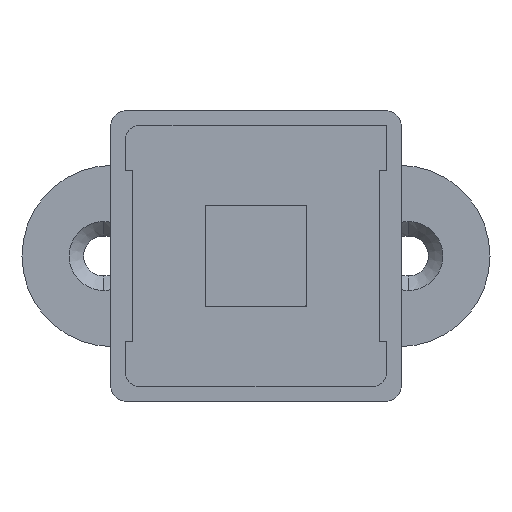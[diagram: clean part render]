
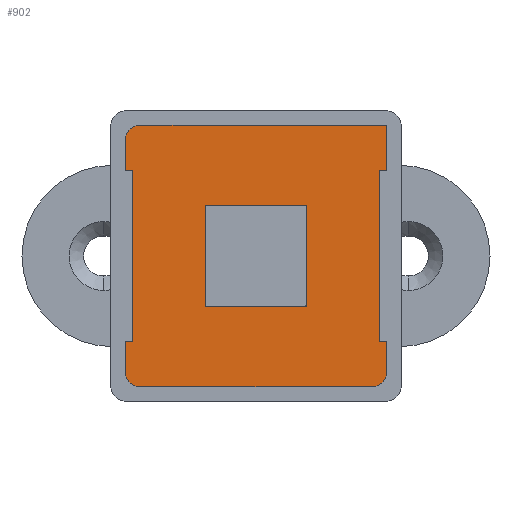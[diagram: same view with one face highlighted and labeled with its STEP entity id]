
A CAD part, front view. The second image highlights one B-rep face of the part: STEP entity #902.
In plain terms, the highlighted planar face has unit normal (0, -1, 0).
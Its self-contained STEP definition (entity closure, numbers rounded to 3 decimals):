
#37 = EDGE_CURVE ( 'NONE', #4592, #3516, #4268, .T. ) ;
#79 = DIRECTION ( 'NONE',  ( 0., -1., 0. ) ) ;
#93 = DIRECTION ( 'NONE',  ( -1., 0., 0. ) ) ;
#145 = EDGE_CURVE ( 'NONE', #1284, #2266, #2556, .T. ) ;
#252 = CARTESIAN_POINT ( 'NONE',  ( -7., -20., 7. ) ) ;
#356 = LINE ( 'NONE', #1066, #636 ) ;
#419 = CARTESIAN_POINT ( 'NONE',  ( 18., -20., 11.716 ) ) ;
#445 = EDGE_CURVE ( 'NONE', #4391, #4071, #2455, .T. ) ;
#574 = LINE ( 'NONE', #4164, #3027 ) ;
#622 = CARTESIAN_POINT ( 'NONE',  ( -18., -20., -18. ) ) ;
#636 = VECTOR ( 'NONE', #1374, 1000. ) ;
#699 = ORIENTED_EDGE ( 'NONE', *, *, #2186, .T. ) ;
#742 = ORIENTED_EDGE ( 'NONE', *, *, #1873, .T. ) ;
#784 = VERTEX_POINT ( 'NONE', #3389 ) ;
#798 = VECTOR ( 'NONE', #2745, 1000. ) ;
#811 = CARTESIAN_POINT ( 'NONE',  ( -17., -20., -11.716 ) ) ;
#823 = CARTESIAN_POINT ( 'NONE',  ( -7., -20., 7. ) ) ;
#894 = CARTESIAN_POINT ( 'NONE',  ( -17., -20., 11.716 ) ) ;
#902 = ADVANCED_FACE ( 'NONE', ( #1263, #2733 ), #4176, .F. ) ;
#967 = DIRECTION ( 'NONE',  ( 0., -1., 0. ) ) ;
#1052 = VERTEX_POINT ( 'NONE', #1514 ) ;
#1066 = CARTESIAN_POINT ( 'NONE',  ( 17., -20., -11.716 ) ) ;
#1095 = AXIS2_PLACEMENT_3D ( 'NONE', #3043, #79, #2622 ) ;
#1169 = CARTESIAN_POINT ( 'NONE',  ( 18., -20., 18. ) ) ;
#1170 = AXIS2_PLACEMENT_3D ( 'NONE', #1568, #1912, #4510 ) ;
#1181 = CARTESIAN_POINT ( 'NONE',  ( -16., -20., -18. ) ) ;
#1233 = DIRECTION ( 'NONE',  ( 1., 0., 0. ) ) ;
#1241 = EDGE_CURVE ( 'NONE', #1052, #2970, #3869, .T. ) ;
#1263 = FACE_BOUND ( 'NONE', #4388, .T. ) ;
#1276 = CARTESIAN_POINT ( 'NONE',  ( 17., -20., 11.716 ) ) ;
#1284 = VERTEX_POINT ( 'NONE', #3045 ) ;
#1305 = EDGE_CURVE ( 'NONE', #2970, #1685, #1748, .T. ) ;
#1374 = DIRECTION ( 'NONE',  ( 0., 0., 1. ) ) ;
#1378 = DIRECTION ( 'NONE',  ( 0., 0., 1. ) ) ;
#1417 = CARTESIAN_POINT ( 'NONE',  ( -17., -20., -11.716 ) ) ;
#1431 = CARTESIAN_POINT ( 'NONE',  ( 18., -20., 11.716 ) ) ;
#1462 = VERTEX_POINT ( 'NONE', #4413 ) ;
#1500 = EDGE_CURVE ( 'NONE', #784, #1462, #1813, .T. ) ;
#1514 = CARTESIAN_POINT ( 'NONE',  ( -18., -20., 16. ) ) ;
#1567 = ORIENTED_EDGE ( 'NONE', *, *, #3981, .T. ) ;
#1568 = CARTESIAN_POINT ( 'NONE',  ( -16., -20., 16. ) ) ;
#1584 = VERTEX_POINT ( 'NONE', #2224 ) ;
#1623 = LINE ( 'NONE', #4185, #2386 ) ;
#1639 = EDGE_CURVE ( 'NONE', #2266, #1052, #3460, .T. ) ;
#1666 = EDGE_CURVE ( 'NONE', #3516, #1737, #2269, .T. ) ;
#1682 = CARTESIAN_POINT ( 'NONE',  ( 18., -20., -11.716 ) ) ;
#1685 = VERTEX_POINT ( 'NONE', #894 ) ;
#1737 = VERTEX_POINT ( 'NONE', #3113 ) ;
#1748 = LINE ( 'NONE', #2864, #3127 ) ;
#1753 = VECTOR ( 'NONE', #4208, 1000. ) ;
#1780 = ORIENTED_EDGE ( 'NONE', *, *, #2549, .T. ) ;
#1788 = VERTEX_POINT ( 'NONE', #1682 ) ;
#1813 = LINE ( 'NONE', #2997, #3069 ) ;
#1841 = LINE ( 'NONE', #419, #3452 ) ;
#1845 = LINE ( 'NONE', #4404, #3095 ) ;
#1873 = EDGE_CURVE ( 'NONE', #2534, #784, #3288, .T. ) ;
#1898 = ORIENTED_EDGE ( 'NONE', *, *, #1639, .T. ) ;
#1912 = DIRECTION ( 'NONE',  ( 0., -1., 0. ) ) ;
#1961 = VECTOR ( 'NONE', #2921, 1000. ) ;
#1984 = ORIENTED_EDGE ( 'NONE', *, *, #145, .T. ) ;
#2050 = CARTESIAN_POINT ( 'NONE',  ( -18., -20., 18. ) ) ;
#2062 = DIRECTION ( 'NONE',  ( 1., 0., 0. ) ) ;
#2091 = VECTOR ( 'NONE', #2524, 1000. ) ;
#2117 = CARTESIAN_POINT ( 'NONE',  ( -18., -20., 11.716 ) ) ;
#2131 = ORIENTED_EDGE ( 'NONE', *, *, #37, .T. ) ;
#2186 = EDGE_CURVE ( 'NONE', #4071, #2765, #2489, .T. ) ;
#2216 = CARTESIAN_POINT ( 'NONE',  ( 18., -20., -16. ) ) ;
#2219 = VECTOR ( 'NONE', #93, 1000. ) ;
#2224 = CARTESIAN_POINT ( 'NONE',  ( 17., -20., 11.716 ) ) ;
#2266 = VERTEX_POINT ( 'NONE', #4545 ) ;
#2269 = LINE ( 'NONE', #823, #2853 ) ;
#2330 = AXIS2_PLACEMENT_3D ( 'NONE', #4722, #4633, #1378 ) ;
#2352 = DIRECTION ( 'NONE',  ( 0., 0., -1. ) ) ;
#2386 = VECTOR ( 'NONE', #2352, 1000. ) ;
#2455 = LINE ( 'NONE', #622, #2657 ) ;
#2489 = CIRCLE ( 'NONE', #4244, 2. ) ;
#2503 = LINE ( 'NONE', #3964, #2091 ) ;
#2522 = EDGE_LOOP ( 'NONE', ( #3163, #699, #3529, #3040, #1780, #2738, #2785, #1984, #1898, #3248, #2832, #3858, #742, #4550, #1567 ) ) ;
#2524 = DIRECTION ( 'NONE',  ( -1., 0., 0. ) ) ;
#2534 = VERTEX_POINT ( 'NONE', #1417 ) ;
#2549 = EDGE_CURVE ( 'NONE', #4125, #1584, #356, .T. ) ;
#2556 = LINE ( 'NONE', #1169, #2219 ) ;
#2569 = LINE ( 'NONE', #811, #3397 ) ;
#2593 = DIRECTION ( 'NONE',  ( 0., 0., 1. ) ) ;
#2622 = DIRECTION ( 'NONE',  ( 0., 0., 1. ) ) ;
#2657 = VECTOR ( 'NONE', #4667, 1000. ) ;
#2669 = DIRECTION ( 'NONE',  ( 0., 0., -1. ) ) ;
#2707 = CIRCLE ( 'NONE', #1095, 2. ) ;
#2733 = FACE_OUTER_BOUND ( 'NONE', #2522, .T. ) ;
#2738 = ORIENTED_EDGE ( 'NONE', *, *, #2888, .T. ) ;
#2740 = DIRECTION ( 'NONE',  ( -1., 0., 0. ) ) ;
#2745 = DIRECTION ( 'NONE',  ( 1., 0., 0. ) ) ;
#2765 = VERTEX_POINT ( 'NONE', #2216 ) ;
#2769 = CARTESIAN_POINT ( 'NONE',  ( 16., -20., -18. ) ) ;
#2785 = ORIENTED_EDGE ( 'NONE', *, *, #4752, .T. ) ;
#2832 = ORIENTED_EDGE ( 'NONE', *, *, #1305, .T. ) ;
#2853 = VECTOR ( 'NONE', #1233, 1000. ) ;
#2864 = CARTESIAN_POINT ( 'NONE',  ( -18., -20., 11.716 ) ) ;
#2888 = EDGE_CURVE ( 'NONE', #1584, #2958, #4553, .T. ) ;
#2921 = DIRECTION ( 'NONE',  ( -1., 0., 0. ) ) ;
#2958 = VERTEX_POINT ( 'NONE', #1431 ) ;
#2968 = CARTESIAN_POINT ( 'NONE',  ( -18., -20., -11.716 ) ) ;
#2970 = VERTEX_POINT ( 'NONE', #2117 ) ;
#2997 = CARTESIAN_POINT ( 'NONE',  ( -18., -20., -11.716 ) ) ;
#3027 = VECTOR ( 'NONE', #2740, 1000. ) ;
#3030 = DIRECTION ( 'NONE',  ( 0., 0., 1. ) ) ;
#3040 = ORIENTED_EDGE ( 'NONE', *, *, #3895, .T. ) ;
#3043 = CARTESIAN_POINT ( 'NONE',  ( -16., -20., -16. ) ) ;
#3045 = CARTESIAN_POINT ( 'NONE',  ( 18., -20., 18. ) ) ;
#3062 = CARTESIAN_POINT ( 'NONE',  ( 7., -20., -7. ) ) ;
#3069 = VECTOR ( 'NONE', #4393, 1000. ) ;
#3095 = VECTOR ( 'NONE', #2593, 1000. ) ;
#3113 = CARTESIAN_POINT ( 'NONE',  ( 7., -20., 7. ) ) ;
#3116 = EDGE_CURVE ( 'NONE', #1685, #2534, #2569, .T. ) ;
#3127 = VECTOR ( 'NONE', #2062, 1000. ) ;
#3163 = ORIENTED_EDGE ( 'NONE', *, *, #445, .T. ) ;
#3203 = CARTESIAN_POINT ( 'NONE',  ( 16., -20., -16. ) ) ;
#3206 = EDGE_CURVE ( 'NONE', #2765, #1788, #1845, .T. ) ;
#3248 = ORIENTED_EDGE ( 'NONE', *, *, #1241, .T. ) ;
#3257 = EDGE_CURVE ( 'NONE', #3995, #4592, #574, .T. ) ;
#3288 = LINE ( 'NONE', #2968, #1961 ) ;
#3389 = CARTESIAN_POINT ( 'NONE',  ( -18., -20., -11.716 ) ) ;
#3397 = VECTOR ( 'NONE', #2669, 1000. ) ;
#3452 = VECTOR ( 'NONE', #3030, 1000. ) ;
#3460 = CIRCLE ( 'NONE', #1170, 2. ) ;
#3463 = ORIENTED_EDGE ( 'NONE', *, *, #1666, .T. ) ;
#3473 = CARTESIAN_POINT ( 'NONE',  ( -7., -20., -7. ) ) ;
#3505 = DIRECTION ( 'NONE',  ( 0., 0., -1. ) ) ;
#3516 = VERTEX_POINT ( 'NONE', #3996 ) ;
#3529 = ORIENTED_EDGE ( 'NONE', *, *, #3206, .T. ) ;
#3804 = ORIENTED_EDGE ( 'NONE', *, *, #4493, .T. ) ;
#3840 = DIRECTION ( 'NONE',  ( 0., 0., 1. ) ) ;
#3858 = ORIENTED_EDGE ( 'NONE', *, *, #3116, .T. ) ;
#3869 = LINE ( 'NONE', #2050, #3994 ) ;
#3895 = EDGE_CURVE ( 'NONE', #1788, #4125, #2503, .T. ) ;
#3964 = CARTESIAN_POINT ( 'NONE',  ( 17., -20., -11.716 ) ) ;
#3981 = EDGE_CURVE ( 'NONE', #1462, #4391, #2707, .T. ) ;
#3994 = VECTOR ( 'NONE', #3505, 1000. ) ;
#3995 = VERTEX_POINT ( 'NONE', #3062 ) ;
#3996 = CARTESIAN_POINT ( 'NONE',  ( -7., -20., 7. ) ) ;
#4071 = VERTEX_POINT ( 'NONE', #2769 ) ;
#4125 = VERTEX_POINT ( 'NONE', #4190 ) ;
#4164 = CARTESIAN_POINT ( 'NONE',  ( -7., -20., -7. ) ) ;
#4176 = PLANE ( 'NONE',  #2330 ) ;
#4185 = CARTESIAN_POINT ( 'NONE',  ( 7., -20., 7. ) ) ;
#4190 = CARTESIAN_POINT ( 'NONE',  ( 17., -20., -11.716 ) ) ;
#4208 = DIRECTION ( 'NONE',  ( 0., 0., 1. ) ) ;
#4244 = AXIS2_PLACEMENT_3D ( 'NONE', #3203, #967, #3840 ) ;
#4268 = LINE ( 'NONE', #252, #1753 ) ;
#4283 = ORIENTED_EDGE ( 'NONE', *, *, #3257, .T. ) ;
#4388 = EDGE_LOOP ( 'NONE', ( #3463, #3804, #4283, #2131 ) ) ;
#4391 = VERTEX_POINT ( 'NONE', #1181 ) ;
#4393 = DIRECTION ( 'NONE',  ( 0., 0., -1. ) ) ;
#4404 = CARTESIAN_POINT ( 'NONE',  ( 18., -20., -18. ) ) ;
#4413 = CARTESIAN_POINT ( 'NONE',  ( -18., -20., -16. ) ) ;
#4493 = EDGE_CURVE ( 'NONE', #1737, #3995, #1623, .T. ) ;
#4510 = DIRECTION ( 'NONE',  ( 0., 0., 1. ) ) ;
#4545 = CARTESIAN_POINT ( 'NONE',  ( -16., -20., 18. ) ) ;
#4550 = ORIENTED_EDGE ( 'NONE', *, *, #1500, .T. ) ;
#4553 = LINE ( 'NONE', #1276, #798 ) ;
#4592 = VERTEX_POINT ( 'NONE', #3473 ) ;
#4633 = DIRECTION ( 'NONE',  ( 0., 1., 0. ) ) ;
#4667 = DIRECTION ( 'NONE',  ( 1., 0., 0. ) ) ;
#4722 = CARTESIAN_POINT ( 'NONE',  ( 0., -20., 0. ) ) ;
#4752 = EDGE_CURVE ( 'NONE', #2958, #1284, #1841, .T. ) ;
